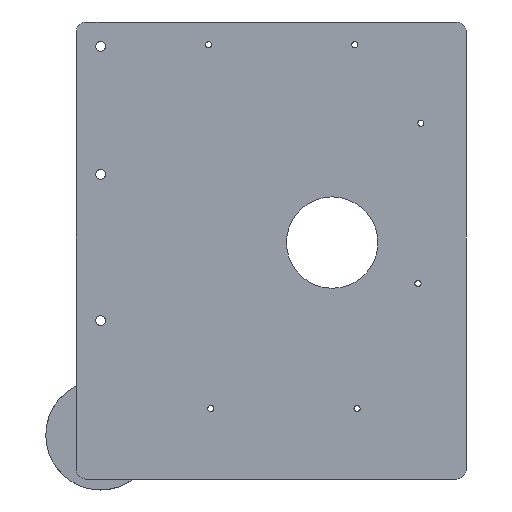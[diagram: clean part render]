
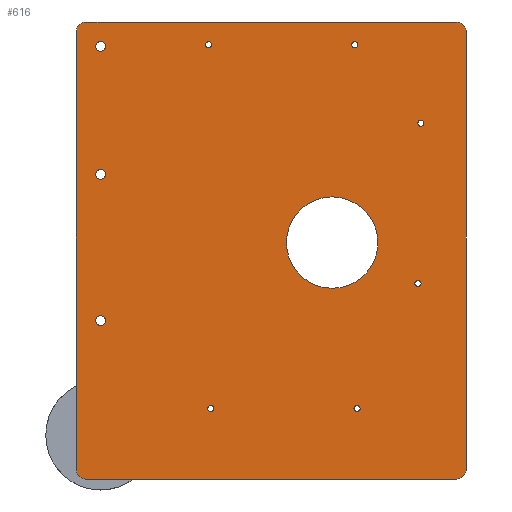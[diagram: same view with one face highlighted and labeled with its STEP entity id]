
A CAD part, front view. The second image highlights one B-rep face of the part: STEP entity #616.
In plain terms, the highlighted planar face has unit normal (0, -1, 0).
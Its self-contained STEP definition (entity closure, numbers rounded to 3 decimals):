
#27=FACE_BOUND('',#129,.T.);
#28=FACE_BOUND('',#130,.T.);
#29=FACE_BOUND('',#131,.T.);
#30=FACE_BOUND('',#132,.T.);
#31=FACE_BOUND('',#133,.T.);
#32=FACE_BOUND('',#134,.T.);
#33=FACE_BOUND('',#135,.T.);
#34=FACE_BOUND('',#136,.T.);
#35=FACE_BOUND('',#137,.T.);
#36=FACE_BOUND('',#138,.T.);
#52=PLANE('',#702);
#84=FACE_OUTER_BOUND('',#128,.T.);
#128=EDGE_LOOP('',(#551,#552,#553,#554,#555,#556,#557,#558));
#129=EDGE_LOOP('',(#559));
#130=EDGE_LOOP('',(#560));
#131=EDGE_LOOP('',(#561));
#132=EDGE_LOOP('',(#562));
#133=EDGE_LOOP('',(#563));
#134=EDGE_LOOP('',(#564));
#135=EDGE_LOOP('',(#565));
#136=EDGE_LOOP('',(#566));
#137=EDGE_LOOP('',(#567));
#138=EDGE_LOOP('',(#568));
#162=LINE('',#989,#210);
#173=LINE('',#1023,#221);
#176=LINE('',#1032,#224);
#185=LINE('',#1050,#233);
#210=VECTOR('',#818,10.);
#221=VECTOR('',#849,10.);
#224=VECTOR('',#860,10.);
#233=VECTOR('',#879,10.);
#236=CIRCLE('',#639,2.);
#238=CIRCLE('',#642,2.);
#240=CIRCLE('',#645,2.);
#242=CIRCLE('',#648,1.25);
#244=CIRCLE('',#651,1.25);
#246=CIRCLE('',#654,1.25);
#248=CIRCLE('',#657,1.25);
#250=CIRCLE('',#660,1.25);
#252=CIRCLE('',#663,1.25);
#261=CIRCLE('',#680,4.);
#262=CIRCLE('',#683,4.);
#264=CIRCLE('',#687,18.75);
#266=CIRCLE('',#690,4.);
#268=CIRCLE('',#694,4.);
#270=VERTEX_POINT('',#889);
#272=VERTEX_POINT('',#895);
#274=VERTEX_POINT('',#901);
#276=VERTEX_POINT('',#907);
#278=VERTEX_POINT('',#913);
#280=VERTEX_POINT('',#919);
#282=VERTEX_POINT('',#925);
#284=VERTEX_POINT('',#931);
#286=VERTEX_POINT('',#937);
#301=VERTEX_POINT('',#981);
#302=VERTEX_POINT('',#983);
#303=VERTEX_POINT('',#987);
#304=VERTEX_POINT('',#991);
#310=VERTEX_POINT('',#1006);
#311=VERTEX_POINT('',#1010);
#314=VERTEX_POINT('',#1015);
#315=VERTEX_POINT('',#1019);
#317=VERTEX_POINT('',#1025);
#325=EDGE_CURVE('',#270,#270,#236,.T.);
#328=EDGE_CURVE('',#272,#272,#238,.T.);
#331=EDGE_CURVE('',#274,#274,#240,.T.);
#334=EDGE_CURVE('',#276,#276,#242,.T.);
#337=EDGE_CURVE('',#278,#278,#244,.T.);
#340=EDGE_CURVE('',#280,#280,#246,.T.);
#343=EDGE_CURVE('',#282,#282,#248,.T.);
#346=EDGE_CURVE('',#284,#284,#250,.T.);
#349=EDGE_CURVE('',#286,#286,#252,.T.);
#370=EDGE_CURVE('',#301,#302,#261,.T.);
#373=EDGE_CURVE('',#303,#301,#162,.T.);
#375=EDGE_CURVE('',#304,#303,#262,.T.);
#382=EDGE_CURVE('',#310,#310,#264,.T.);
#386=EDGE_CURVE('',#314,#311,#266,.T.);
#389=EDGE_CURVE('',#311,#315,#173,.T.);
#392=EDGE_CURVE('',#315,#317,#268,.T.);
#394=EDGE_CURVE('',#317,#304,#176,.T.);
#403=EDGE_CURVE('',#302,#314,#185,.T.);
#551=ORIENTED_EDGE('',*,*,#403,.F.);
#552=ORIENTED_EDGE('',*,*,#370,.F.);
#553=ORIENTED_EDGE('',*,*,#373,.F.);
#554=ORIENTED_EDGE('',*,*,#375,.F.);
#555=ORIENTED_EDGE('',*,*,#394,.F.);
#556=ORIENTED_EDGE('',*,*,#392,.F.);
#557=ORIENTED_EDGE('',*,*,#389,.F.);
#558=ORIENTED_EDGE('',*,*,#386,.F.);
#559=ORIENTED_EDGE('',*,*,#325,.T.);
#560=ORIENTED_EDGE('',*,*,#328,.T.);
#561=ORIENTED_EDGE('',*,*,#331,.T.);
#562=ORIENTED_EDGE('',*,*,#334,.T.);
#563=ORIENTED_EDGE('',*,*,#337,.T.);
#564=ORIENTED_EDGE('',*,*,#340,.T.);
#565=ORIENTED_EDGE('',*,*,#343,.T.);
#566=ORIENTED_EDGE('',*,*,#346,.T.);
#567=ORIENTED_EDGE('',*,*,#349,.T.);
#568=ORIENTED_EDGE('',*,*,#382,.T.);
#616=ADVANCED_FACE('',(#84,#27,#28,#29,#30,#31,#32,#33,#34,#35,#36),#52,
 .F.);
#639=AXIS2_PLACEMENT_3D('',#891,#710,#711);
#642=AXIS2_PLACEMENT_3D('',#897,#717,#718);
#645=AXIS2_PLACEMENT_3D('',#903,#724,#725);
#648=AXIS2_PLACEMENT_3D('',#909,#731,#732);
#651=AXIS2_PLACEMENT_3D('',#915,#738,#739);
#654=AXIS2_PLACEMENT_3D('',#921,#745,#746);
#657=AXIS2_PLACEMENT_3D('',#927,#752,#753);
#660=AXIS2_PLACEMENT_3D('',#933,#759,#760);
#663=AXIS2_PLACEMENT_3D('',#939,#766,#767);
#680=AXIS2_PLACEMENT_3D('',#984,#812,#813);
#683=AXIS2_PLACEMENT_3D('',#993,#822,#823);
#687=AXIS2_PLACEMENT_3D('',#1008,#835,#836);
#690=AXIS2_PLACEMENT_3D('',#1017,#843,#844);
#694=AXIS2_PLACEMENT_3D('',#1029,#855,#856);
#702=AXIS2_PLACEMENT_3D('',#1053,#883,#884);
#710=DIRECTION('center_axis',(0.,1.,0.));
#711=DIRECTION('ref_axis',(1.,0.,0.));
#717=DIRECTION('center_axis',(0.,1.,0.));
#718=DIRECTION('ref_axis',(1.,0.,0.));
#724=DIRECTION('center_axis',(0.,1.,0.));
#725=DIRECTION('ref_axis',(1.,0.,0.));
#731=DIRECTION('center_axis',(0.,1.,0.));
#732=DIRECTION('ref_axis',(1.,0.,0.));
#738=DIRECTION('center_axis',(0.,1.,0.));
#739=DIRECTION('ref_axis',(1.,0.,0.));
#745=DIRECTION('center_axis',(0.,1.,0.));
#746=DIRECTION('ref_axis',(1.,0.,0.));
#752=DIRECTION('center_axis',(0.,1.,0.));
#753=DIRECTION('ref_axis',(1.,0.,0.));
#759=DIRECTION('center_axis',(0.,1.,0.));
#760=DIRECTION('ref_axis',(1.,0.,0.));
#766=DIRECTION('center_axis',(0.,1.,0.));
#767=DIRECTION('ref_axis',(1.,0.,0.));
#812=DIRECTION('center_axis',(0.,1.,0.));
#813=DIRECTION('ref_axis',(-1.,0.,0.));
#818=DIRECTION('',(0.,0.,1.));
#822=DIRECTION('center_axis',(0.,1.,0.));
#823=DIRECTION('ref_axis',(0.,0.,-1.));
#835=DIRECTION('center_axis',(0.,1.,0.));
#836=DIRECTION('ref_axis',(-1.,0.,0.));
#843=DIRECTION('center_axis',(0.,1.,0.));
#844=DIRECTION('ref_axis',(0.,0.,1.));
#849=DIRECTION('',(0.,0.,-1.));
#855=DIRECTION('center_axis',(0.,1.,0.));
#856=DIRECTION('ref_axis',(1.,0.,0.));
#860=DIRECTION('',(-1.,0.,0.));
#879=DIRECTION('',(1.,0.,0.));
#883=DIRECTION('center_axis',(0.,1.,0.));
#884=DIRECTION('ref_axis',(0.,0.,1.));
#889=CARTESIAN_POINT('',(-72.,0.,31.25));
#891=CARTESIAN_POINT('Origin',(-70.,0.,31.25));
#895=CARTESIAN_POINT('',(-72.,0.,83.75));
#897=CARTESIAN_POINT('Origin',(-70.,0.,83.75));
#901=CARTESIAN_POINT('',(-72.,0.,-28.75));
#903=CARTESIAN_POINT('Origin',(-70.,0.,-28.75));
#907=CARTESIAN_POINT('',(33.95,0.,-64.85));
#909=CARTESIAN_POINT('Origin',(35.2,0.,-64.85));
#913=CARTESIAN_POINT('',(60.163,0.,52.25));
#915=CARTESIAN_POINT('Origin',(61.413,0.,52.25));
#919=CARTESIAN_POINT('',(-26.95,0.,84.45));
#921=CARTESIAN_POINT('Origin',(-25.7,0.,84.45));
#925=CARTESIAN_POINT('',(33.05,0.,84.45));
#927=CARTESIAN_POINT('Origin',(34.3,0.,84.45));
#931=CARTESIAN_POINT('',(58.95,0.,-13.539));
#933=CARTESIAN_POINT('Origin',(60.2,0.,-13.539));
#937=CARTESIAN_POINT('',(-26.05,0.,-64.85));
#939=CARTESIAN_POINT('Origin',(-24.8,0.,-64.85));
#981=CARTESIAN_POINT('',(-80.,0.,89.75));
#983=CARTESIAN_POINT('',(-76.,0.,93.75));
#984=CARTESIAN_POINT('Origin',(-76.,0.,89.75));
#987=CARTESIAN_POINT('',(-80.,0.,-89.75));
#989=CARTESIAN_POINT('',(-80.,0.,-89.75));
#991=CARTESIAN_POINT('',(-76.,0.,-93.75));
#993=CARTESIAN_POINT('Origin',(-76.,0.,-89.75));
#1006=CARTESIAN_POINT('',(43.75,0.,3.25));
#1008=CARTESIAN_POINT('Origin',(25.,0.,3.25));
#1010=CARTESIAN_POINT('',(80.,0.,89.75));
#1015=CARTESIAN_POINT('',(76.,0.,93.75));
#1017=CARTESIAN_POINT('Origin',(76.,0.,89.75));
#1019=CARTESIAN_POINT('',(80.,0.,-89.75));
#1023=CARTESIAN_POINT('',(80.,0.,89.75));
#1025=CARTESIAN_POINT('',(76.,0.,-93.75));
#1029=CARTESIAN_POINT('Origin',(76.,0.,-89.75));
#1032=CARTESIAN_POINT('',(76.,0.,-93.75));
#1050=CARTESIAN_POINT('',(-76.,0.,93.75));
#1053=CARTESIAN_POINT('Origin',(0.,0.,0.));
